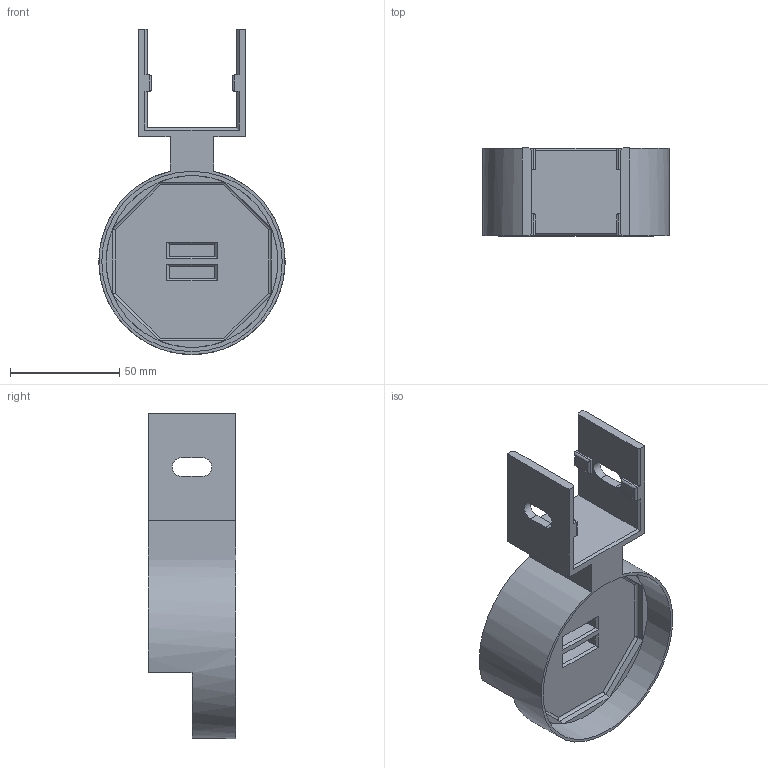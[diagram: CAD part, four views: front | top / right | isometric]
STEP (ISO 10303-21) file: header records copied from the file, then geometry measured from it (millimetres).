
FILE_DESCRIPTION(/* description */ (''),/* implementation_level */ '2;1');
FILE_NAME(/* name */ 'Bi_PAM_bottom_slot.stp',/* time_stamp */ '2023-07-28T11:49:47+09:00',/* author */ ('jsw'),/* organization */ (''),/* preprocessor_version */ 'ST-DEVELOPER v19.2',/* originating_system */ 'Autodesk Inventor 2024',/* authorisation */ '');
FILE_SCHEMA (('AUTOMOTIVE_DESIGN { 1 0 10303 214 3 1 1 }'));
Length unit declared in the file: millimetre
Products named in the file (1): Bi_PAM_top_slot2
Bounding box: 84.97 x 40 x 148.5 mm (x, y, z)
Volume: 133076.6 mm3; surface area: 41804.2 mm2
Topology: 1 solids, 1 shells, 120 faces, 284 edges, 172 vertices
Faces by surface type: plane 83, cylinder 37
Full cylindrical faces by diameter (mm): 2.5 x6, 78.394 x1, 82.394 x1
Entity records: 3495 total; most frequent: DIRECTION 594, CARTESIAN_POINT 585, ORIENTED_EDGE 584, EDGE_CURVE 292, LINE 232, VECTOR 232, AXIS2_PLACEMENT_3D 181, VERTEX_POINT 172
